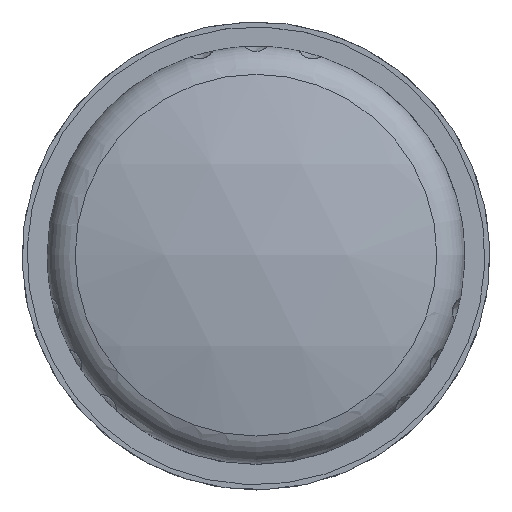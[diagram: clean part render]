
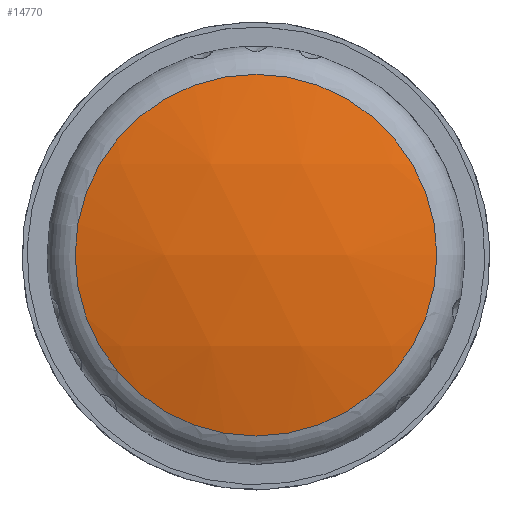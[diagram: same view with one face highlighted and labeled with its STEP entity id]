
A CAD part, top view. The second image highlights one B-rep face of the part: STEP entity #14770.
In plain terms, the highlighted spherical face has radius 40 mm.
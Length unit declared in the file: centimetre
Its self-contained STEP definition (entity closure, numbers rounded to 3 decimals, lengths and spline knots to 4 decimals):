
#14=SPHERICAL_SURFACE('',#15618,4.);
#938=FACE_OUTER_BOUND('',#1717,.T.);
#1717=EDGE_LOOP('',(#10503));
#4680=CIRCLE('',#15590,1.0822);
#5999=VERTEX_POINT('',#31496);
#7644=EDGE_CURVE('',#5999,#5999,#4680,.T.);
#10503=ORIENTED_EDGE('',*,*,#7644,.F.);
#14770=ADVANCED_FACE('',(#938),#14,.T.);
#15590=AXIS2_PLACEMENT_3D('',#31498,#17342,#17343);
#15618=AXIS2_PLACEMENT_3D('',#31799,#17417,#17418);
#17342=DIRECTION('center_axis',(0.,0.,
-1.));
#17343=DIRECTION('ref_axis',(1.,0.,0.));
#17417=DIRECTION('center_axis',(0.,-1.,0.));
#17418=DIRECTION('ref_axis',(1.,0.,0.));
#31496=CARTESIAN_POINT('',(0.,-1.0822,3.3358));
#31498=CARTESIAN_POINT('Origin',(0.,0.,
3.3358));
#31799=CARTESIAN_POINT('Origin',(0.,0.,
-0.515));
